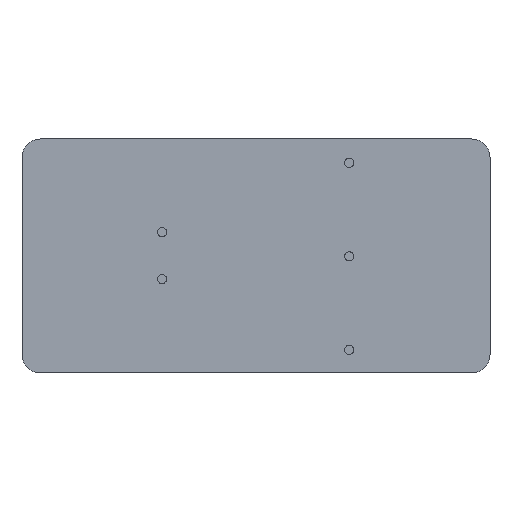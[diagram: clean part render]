
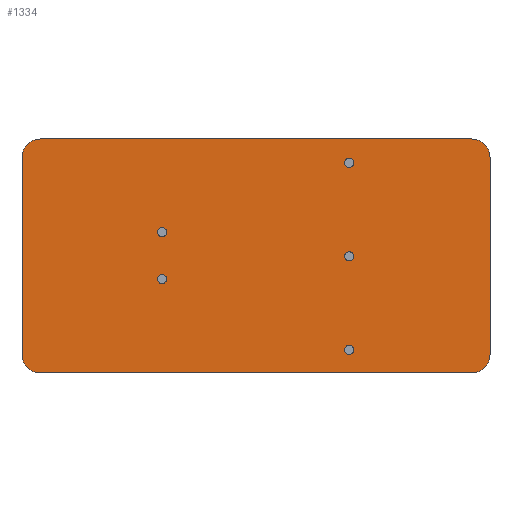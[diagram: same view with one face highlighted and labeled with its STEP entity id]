
A CAD part, front view. The second image highlights one B-rep face of the part: STEP entity #1334.
In plain terms, the highlighted planar face has unit normal (0, -1, 0).
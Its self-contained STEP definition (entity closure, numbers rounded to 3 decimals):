
#14 = DIRECTION ( 'NONE',  ( 0., 1., 0. ) ) ;
#59 = CARTESIAN_POINT ( 'NONE',  ( -23.4, 0., -12.7 ) ) ;
#133 = ORIENTED_EDGE ( 'NONE', *, *, #1772, .F. ) ;
#165 = AXIS2_PLACEMENT_3D ( 'NONE', #1172, #14, #1467 ) ;
#168 = CARTESIAN_POINT ( 'NONE',  ( -25.4, 0., -10.7 ) ) ;
#187 = EDGE_CURVE ( 'NONE', #1225, #850, #328, .T. ) ;
#192 = CARTESIAN_POINT ( 'NONE',  ( -25.4, 0., 10.7 ) ) ;
#245 = VERTEX_POINT ( 'NONE', #618 ) ;
#260 = AXIS2_PLACEMENT_3D ( 'NONE', #1437, #1585, #1148 ) ;
#313 = ORIENTED_EDGE ( 'NONE', *, *, #1634, .F. ) ;
#328 = CIRCLE ( 'NONE', #648, 2. ) ;
#368 = ORIENTED_EDGE ( 'NONE', *, *, #1371, .F. ) ;
#388 = LINE ( 'NONE', #168, #592 ) ;
#404 = DIRECTION ( 'NONE',  ( 0., 1., 0. ) ) ;
#470 = DIRECTION ( 'NONE',  ( 0., 0., 1. ) ) ;
#480 = CARTESIAN_POINT ( 'NONE',  ( 23.4, 0., -12.7 ) ) ;
#511 = DIRECTION ( 'NONE',  ( 0., 1., 0. ) ) ;
#530 = VECTOR ( 'NONE', #1794, 1000. ) ;
#541 = CARTESIAN_POINT ( 'NONE',  ( -23.4, 0., 12.7 ) ) ;
#589 = ORIENTED_EDGE ( 'NONE', *, *, #932, .F. ) ;
#592 = VECTOR ( 'NONE', #470, 1000. ) ;
#618 = CARTESIAN_POINT ( 'NONE',  ( 25.4, 0., -10.7 ) ) ;
#638 = AXIS2_PLACEMENT_3D ( 'NONE', #665, #1818, #661 ) ;
#648 = AXIS2_PLACEMENT_3D ( 'NONE', #1218, #511, #1519 ) ;
#661 = DIRECTION ( 'NONE',  ( 0., 0., 1. ) ) ;
#664 = DIRECTION ( 'NONE',  ( 1., 0., 0. ) ) ;
#665 = CARTESIAN_POINT ( 'NONE',  ( 23.4, 0., 10.7 ) ) ;
#712 = AXIS2_PLACEMENT_3D ( 'NONE', #1281, #404, #1257 ) ;
#720 = ORIENTED_EDGE ( 'NONE', *, *, #1642, .F. ) ;
#797 = CARTESIAN_POINT ( 'NONE',  ( 25.4, 0., -10.7 ) ) ;
#812 = CARTESIAN_POINT ( 'NONE',  ( -23.4, 0., -12.7 ) ) ;
#833 = CARTESIAN_POINT ( 'NONE',  ( -25.4, 0., -10.7 ) ) ;
#845 = VECTOR ( 'NONE', #1517, 1000. ) ;
#850 = VERTEX_POINT ( 'NONE', #833 ) ;
#882 = EDGE_CURVE ( 'NONE', #1677, #1267, #1166, .T. ) ;
#932 = EDGE_CURVE ( 'NONE', #245, #1070, #1459, .T. ) ;
#933 = CARTESIAN_POINT ( 'NONE',  ( -23.4, 0., 12.7 ) ) ;
#964 = LINE ( 'NONE', #59, #530 ) ;
#970 = VECTOR ( 'NONE', #664, 1000. ) ;
#1049 = EDGE_LOOP ( 'NONE', ( #1788, #313, #589, #133, #1863, #1066, #368, #720 ) ) ;
#1066 = ORIENTED_EDGE ( 'NONE', *, *, #882, .F. ) ;
#1070 = VERTEX_POINT ( 'NONE', #480 ) ;
#1129 = PLANE ( 'NONE',  #712 ) ;
#1148 = DIRECTION ( 'NONE',  ( 0., 0., 1. ) ) ;
#1166 = LINE ( 'NONE', #541, #970 ) ;
#1172 = CARTESIAN_POINT ( 'NONE',  ( 23.4, 0., -10.7 ) ) ;
#1180 = VERTEX_POINT ( 'NONE', #192 ) ;
#1218 = CARTESIAN_POINT ( 'NONE',  ( -23.4, 0., -10.7 ) ) ;
#1225 = VERTEX_POINT ( 'NONE', #812 ) ;
#1232 = LINE ( 'NONE', #797, #845 ) ;
#1257 = DIRECTION ( 'NONE',  ( 0., 0., 1. ) ) ;
#1267 = VERTEX_POINT ( 'NONE', #1685 ) ;
#1281 = CARTESIAN_POINT ( 'NONE',  ( -23.4, 0., -10.7 ) ) ;
#1319 = CARTESIAN_POINT ( 'NONE',  ( 25.4, 0., 10.7 ) ) ;
#1334 = ADVANCED_FACE ( 'NONE', ( #1457 ), #1129, .F. ) ;
#1370 = CIRCLE ( 'NONE', #638, 2. ) ;
#1371 = EDGE_CURVE ( 'NONE', #1180, #1677, #1703, .T. ) ;
#1437 = CARTESIAN_POINT ( 'NONE',  ( -23.4, 0., 10.7 ) ) ;
#1457 = FACE_OUTER_BOUND ( 'NONE', #1049, .T. ) ;
#1459 = CIRCLE ( 'NONE', #165, 2. ) ;
#1467 = DIRECTION ( 'NONE',  ( 0., 0., -1. ) ) ;
#1517 = DIRECTION ( 'NONE',  ( 0., 0., -1. ) ) ;
#1519 = DIRECTION ( 'NONE',  ( 0., 0., 1. ) ) ;
#1585 = DIRECTION ( 'NONE',  ( 0., 1., 0. ) ) ;
#1589 = VERTEX_POINT ( 'NONE', #1319 ) ;
#1634 = EDGE_CURVE ( 'NONE', #1070, #1225, #964, .T. ) ;
#1642 = EDGE_CURVE ( 'NONE', #850, #1180, #388, .T. ) ;
#1677 = VERTEX_POINT ( 'NONE', #933 ) ;
#1682 = EDGE_CURVE ( 'NONE', #1267, #1589, #1370, .T. ) ;
#1685 = CARTESIAN_POINT ( 'NONE',  ( 23.4, 0., 12.7 ) ) ;
#1703 = CIRCLE ( 'NONE', #260, 2. ) ;
#1772 = EDGE_CURVE ( 'NONE', #1589, #245, #1232, .T. ) ;
#1788 = ORIENTED_EDGE ( 'NONE', *, *, #187, .F. ) ;
#1794 = DIRECTION ( 'NONE',  ( -1., 0., 0. ) ) ;
#1818 = DIRECTION ( 'NONE',  ( 0., 1., 0. ) ) ;
#1863 = ORIENTED_EDGE ( 'NONE', *, *, #1682, .F. ) ;
